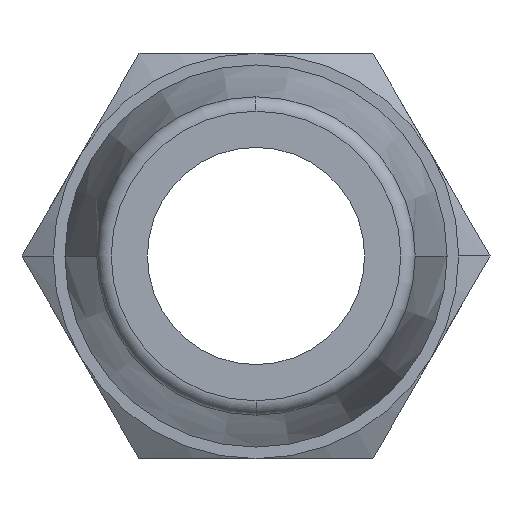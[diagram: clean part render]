
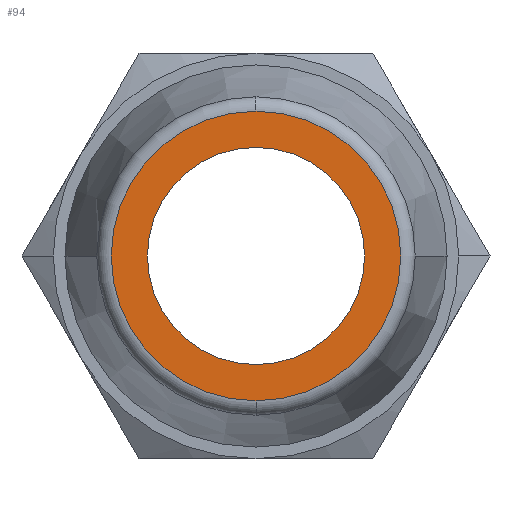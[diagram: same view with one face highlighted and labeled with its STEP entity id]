
A CAD part, front view. The second image highlights one B-rep face of the part: STEP entity #94.
In plain terms, the highlighted planar face has unit normal (0, -1, 0).
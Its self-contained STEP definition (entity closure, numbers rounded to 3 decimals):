
#94=ADVANCED_FACE('',(#225,#226),#227,.T.);
#225=FACE_BOUND('',#394,.T.);
#226=FACE_OUTER_BOUND('',#395,.T.);
#227=PLANE('',#396);
#394=EDGE_LOOP('',(#600,#601));
#395=EDGE_LOOP('',(#602,#603,#604));
#396=AXIS2_PLACEMENT_3D('',#605,#606,#607);
#600=ORIENTED_EDGE('',*,*,#988,.T.);
#601=ORIENTED_EDGE('',*,*,#1000,.T.);
#602=ORIENTED_EDGE('',*,*,#1001,.F.);
#603=ORIENTED_EDGE('',*,*,#1002,.F.);
#604=ORIENTED_EDGE('',*,*,#1003,.F.);
#605=CARTESIAN_POINT('',(2.5,0.0,0.0));
#606=DIRECTION('',(-0.0,-1.0,-0.0));
#607=DIRECTION('',(-1.0,0.0,0.0));
#988=EDGE_CURVE('',#1172,#1170,#1173,.T.);
#1000=EDGE_CURVE('',#1170,#1172,#1192,.T.);
#1001=EDGE_CURVE('',#1193,#1194,#1195,.T.);
#1002=EDGE_CURVE('',#1196,#1193,#1197,.T.);
#1003=EDGE_CURVE('',#1194,#1196,#1198,.T.);
#1170=VERTEX_POINT('',#1471);
#1172=VERTEX_POINT('',#1474);
#1173=CIRCLE('',#1475,3.75);
#1192=CIRCLE('',#1509,3.75);
#1193=VERTEX_POINT('',#1510);
#1194=VERTEX_POINT('',#1511);
#1195=CIRCLE('',#1512,5.0);
#1196=VERTEX_POINT('',#1513);
#1197=CIRCLE('',#1514,5.0);
#1198=CIRCLE('',#1515,5.0);
#1471=CARTESIAN_POINT('',(3.75,0.0,0.));
#1474=CARTESIAN_POINT('',(-3.75,0.0,0.));
#1475=AXIS2_PLACEMENT_3D('',#1908,#1909,#1910);
#1509=AXIS2_PLACEMENT_3D('',#1924,#1925,#1926);
#1510=CARTESIAN_POINT('',(5.0,0.0,0.0));
#1511=CARTESIAN_POINT('',(0.,0.0,-5.0));
#1512=AXIS2_PLACEMENT_3D('',#1927,#1928,#1929);
#1513=CARTESIAN_POINT('',(0.,0.0,5.0));
#1514=AXIS2_PLACEMENT_3D('',#1930,#1931,#1932);
#1515=AXIS2_PLACEMENT_3D('',#1933,#1934,#1935);
#1908=CARTESIAN_POINT('',(0.0,0.0,0.0));
#1909=DIRECTION('',(-0.0,1.0,0.0));
#1910=DIRECTION('',(1.0,0.0,0.0));
#1924=CARTESIAN_POINT('',(0.0,0.0,0.0));
#1925=DIRECTION('',(-0.0,1.0,0.0));
#1926=DIRECTION('',(1.0,0.0,0.0));
#1927=CARTESIAN_POINT('',(0.0,0.0,0.0));
#1928=DIRECTION('',(-0.0,1.0,0.0));
#1929=DIRECTION('',(1.0,0.0,0.0));
#1930=CARTESIAN_POINT('',(0.0,0.0,0.0));
#1931=DIRECTION('',(-0.0,1.0,0.0));
#1932=DIRECTION('',(1.0,0.0,0.0));
#1933=CARTESIAN_POINT('',(0.0,0.0,0.0));
#1934=DIRECTION('',(-0.0,1.0,0.0));
#1935=DIRECTION('',(1.0,0.0,0.0));
